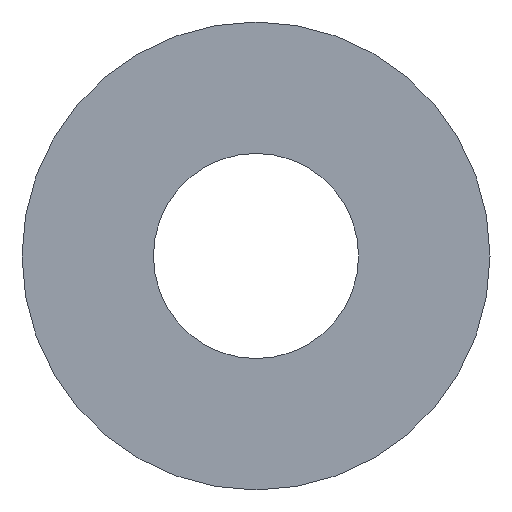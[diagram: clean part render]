
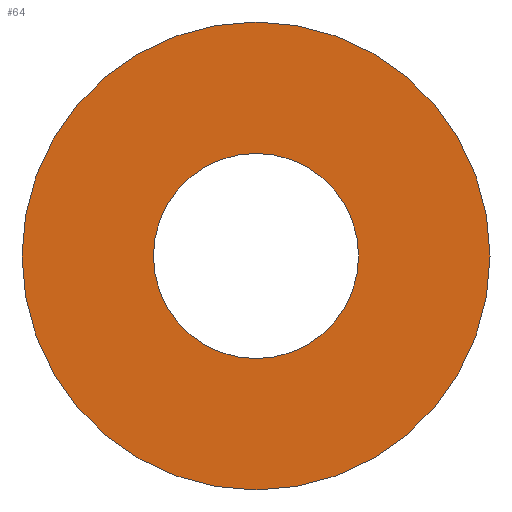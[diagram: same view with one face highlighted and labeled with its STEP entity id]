
A CAD part, left-side view. The second image highlights one B-rep face of the part: STEP entity #64.
In plain terms, the highlighted planar face has unit normal (-1, 0, 0).
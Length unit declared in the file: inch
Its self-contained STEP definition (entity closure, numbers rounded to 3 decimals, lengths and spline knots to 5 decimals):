
#16=FACE_BOUND('',#28,.T.);
#18=PLANE('',#86);
#22=FACE_OUTER_BOUND('',#27,.T.);
#27=EDGE_LOOP('',(#57));
#28=EDGE_LOOP('',(#58));
#33=CIRCLE('',#80,0.3992);
#35=CIRCLE('',#83,0.9105);
#37=VERTEX_POINT('',#109);
#39=VERTEX_POINT('',#115);
#41=EDGE_CURVE('',#37,#37,#33,.T.);
#44=EDGE_CURVE('',#39,#39,#35,.T.);
#57=ORIENTED_EDGE('',*,*,#44,.T.);
#58=ORIENTED_EDGE('',*,*,#41,.T.);
#64=ADVANCED_FACE('',(#22,#16),#18,.T.);
#80=AXIS2_PLACEMENT_3D('',#110,#91,#92);
#83=AXIS2_PLACEMENT_3D('',#116,#98,#99);
#86=AXIS2_PLACEMENT_3D('',#121,#105,#106);
#91=DIRECTION('center_axis',(1.,0.,0.));
#92=DIRECTION('ref_axis',(0.,1.,0.));
#98=DIRECTION('center_axis',(-1.,0.,0.));
#99=DIRECTION('ref_axis',(0.,1.,0.));
#105=DIRECTION('center_axis',(-1.,0.,0.));
#106=DIRECTION('ref_axis',(0.,0.,1.));
#109=CARTESIAN_POINT('',(0.225,-0.3992,-4.781));
#110=CARTESIAN_POINT('Origin',(0.225,0.,-4.781));
#115=CARTESIAN_POINT('',(0.225,-0.9105,-4.781));
#116=CARTESIAN_POINT('Origin',(0.225,0.,-4.781));
#121=CARTESIAN_POINT('Origin',(0.225,0.,-4.781));
